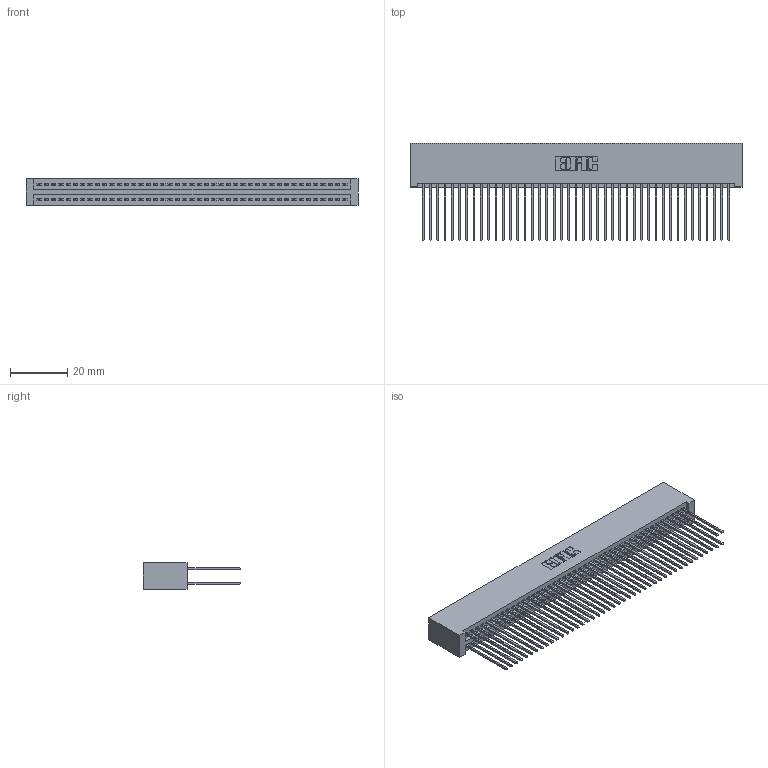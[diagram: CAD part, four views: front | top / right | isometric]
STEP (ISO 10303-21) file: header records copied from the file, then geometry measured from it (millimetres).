
FILE_DESCRIPTION (( 'STEP AP203' ), '1' );
FILE_NAME ('395-086-541-201.STEP', '2018-11-28T21:01:54', ( '' ), ( '' ), 'SwSTEP 2.0', 'SolidWorks 2016', '' );
FILE_SCHEMA (( 'CONFIG_CONTROL_DESIGN' ));
Length unit declared in the file: inch
Products named in the file (3): 345 Part_No Mounting Lugs; 395-086-541-201; 345-292-001_345-293-141
Assembly tree (87 placements, depth 2):
  395-086-541-201
    345 Part_No Mounting Lugs
    345-292-001_345-293-141  x86
Bounding box: 115.82 x 33.96 x 9.4 mm (x, y, z)
Volume: 12369.8 mm3; surface area: 20926.7 mm2
Topology: 87 solids, 87 shells, 4418 faces, 13131 edges, 8638 vertices
Faces by surface type: plane 2914, cylinder 1504
Entity records: 33345 total; most frequent: CARTESIAN_POINT 5588, ORIENTED_EDGE 5522, DIRECTION 4921, EDGE_CURVE 2761, LINE 2465, VECTOR 2465, VERTEX_POINT 1838, AXIS2_PLACEMENT_3D 1228
